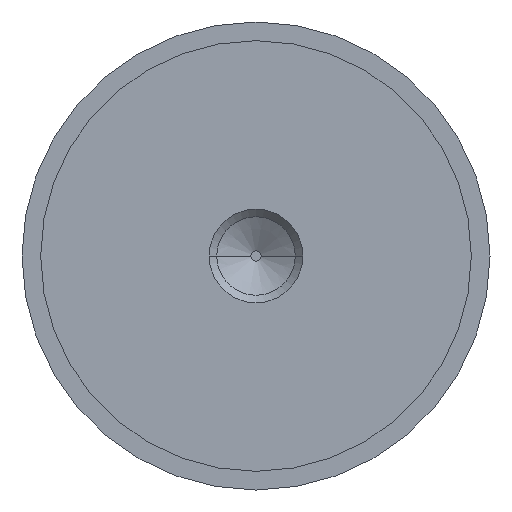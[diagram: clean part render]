
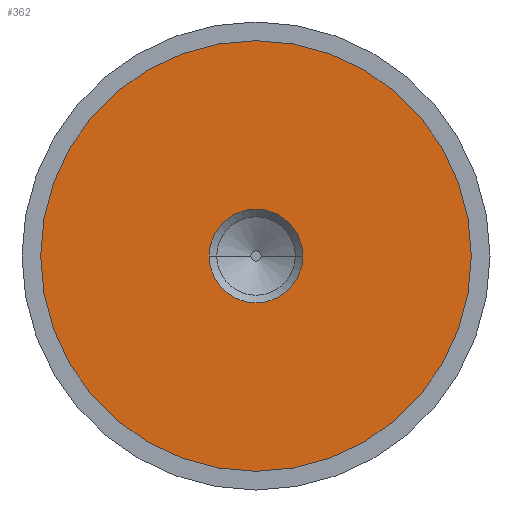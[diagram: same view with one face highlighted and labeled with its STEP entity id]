
A CAD part, front view. The second image highlights one B-rep face of the part: STEP entity #362.
In plain terms, the highlighted planar face has unit normal (0, -1, 0).
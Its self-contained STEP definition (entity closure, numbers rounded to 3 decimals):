
#288=VERTEX_POINT('',#751);
#300=VERTEX_POINT('',#766);
#362=ADVANCED_FACE('',(#833,#834),#835,.T.);
#420=VERTEX_POINT('',#903);
#428=EDGE_CURVE('',#288,#420,#911,.T.);
#458=EDGE_CURVE('',#470,#300,#948,.T.);
#470=VERTEX_POINT('',#962);
#618=EDGE_CURVE('',#300,#470,#1133,.T.);
#632=EDGE_CURVE('',#420,#288,#1150,.T.);
#751=CARTESIAN_POINT('',(-23.0,0.0,0.));
#766=CARTESIAN_POINT('',(5.0,0.0,0.));
#833=FACE_BOUND('',#1392,.T.);
#834=FACE_OUTER_BOUND('',#1393,.T.);
#835=PLANE('',#1394);
#903=CARTESIAN_POINT('',(23.0,0.0,0.0));
#911=CIRCLE('',#1492,23.0);
#948=CIRCLE('',#1538,5.0);
#962=CARTESIAN_POINT('',(-5.0,0.,0.0));
#1133=CIRCLE('',#1771,5.0);
#1150=CIRCLE('',#1793,23.0);
#1392=EDGE_LOOP('',(#2026,#2027));
#1393=EDGE_LOOP('',(#2028,#2029));
#1394=AXIS2_PLACEMENT_3D('',#2030,#2031,#2032);
#1492=AXIS2_PLACEMENT_3D('',#2121,#2122,#2123);
#1538=AXIS2_PLACEMENT_3D('',#2186,#2187,#2188);
#1771=AXIS2_PLACEMENT_3D('',#2417,#2418,#2419);
#1793=AXIS2_PLACEMENT_3D('',#2443,#2444,#2445);
#2026=ORIENTED_EDGE('',*,*,#458,.T.);
#2027=ORIENTED_EDGE('',*,*,#618,.T.);
#2028=ORIENTED_EDGE('',*,*,#632,.T.);
#2029=ORIENTED_EDGE('',*,*,#428,.T.);
#2030=CARTESIAN_POINT('',(0.0,0.0,0.0));
#2031=DIRECTION('',(0.0,-1.0,0.0));
#2032=DIRECTION('',(-1.0,0.0,0.0));
#2121=CARTESIAN_POINT('',(0.0,0.0,0.0));
#2122=DIRECTION('',(0.0,-1.0,0.0));
#2123=DIRECTION('',(1.0,0.0,0.0));
#2186=CARTESIAN_POINT('',(0.0,0.0,0.0));
#2187=DIRECTION('',(0.0,1.0,0.0));
#2188=DIRECTION('',(-1.0,0.0,0.0));
#2417=CARTESIAN_POINT('',(0.0,0.0,0.0));
#2418=DIRECTION('',(0.0,1.0,0.0));
#2419=DIRECTION('',(-1.0,0.0,0.0));
#2443=CARTESIAN_POINT('',(0.0,0.0,0.0));
#2444=DIRECTION('',(0.0,-1.0,0.0));
#2445=DIRECTION('',(1.0,0.0,0.0));
